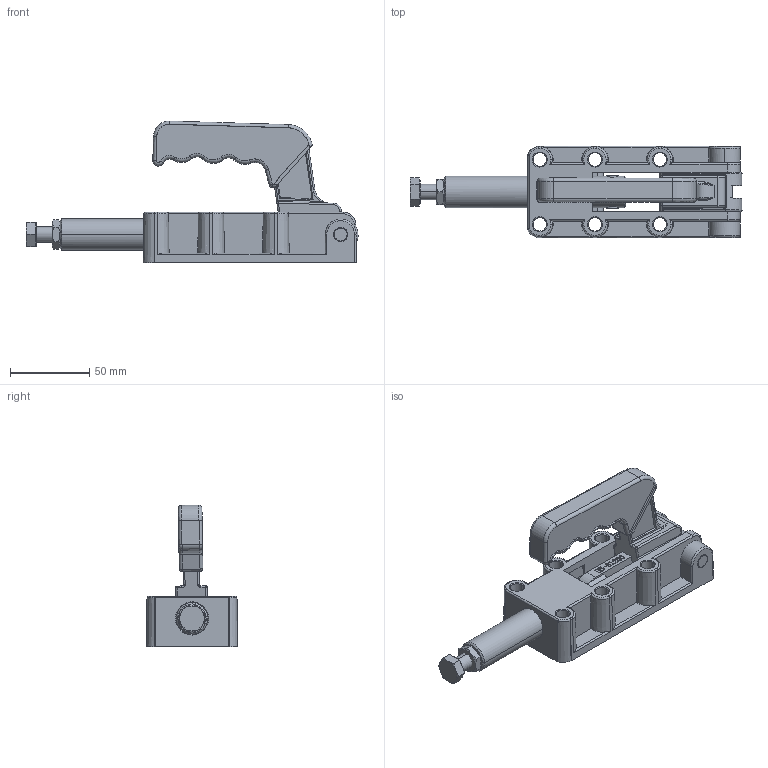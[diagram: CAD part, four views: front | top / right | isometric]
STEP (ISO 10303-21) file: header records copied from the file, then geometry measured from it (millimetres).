
FILE_DESCRIPTION (( 'STEP AP203' ), '1' );
FILE_NAME ('HS-31200 .STEP', '2022-09-26T01:33:00', ( '微软用户' ), ( '微软中国' ), 'SwSTEP 2.0', 'SolidWorks 2012', '' );
FILE_SCHEMA (( 'CONFIG_CONTROL_DESIGN' ));
Length unit declared in the file: millimetre
Products named in the file (10): HS-31200 ; 24种; hexagon head bolts-full thread gb_GB_FASTENER_BOLT_STBAB A M10X40-N; hex thin nuts-grades ab-chamfered gb_GB_FASTENER_NUT_STNAB M10-N; 挴裝; 忒梟; 忒參; 蟀裝; 菁釱
Assembly tree (11 placements, depth 2):
  HS-31200 
    菁釱
    蟀裝
    忒參
    忒梟
    挴裝
    hex thin nuts-grades ab-chamfered gb_GB_FASTENER_NUT_STNAB M10-N
    hexagon head bolts-full thread gb_GB_FASTENER_BOLT_STBAB A M10X40-N
    24种  x3
    24种
Bounding box: 210.08 x 58 x 89.73 mm (x, y, z)
Volume: 230977.3 mm3; surface area: 80751.2 mm2
Topology: 11 solids, 11 shells, 603 faces, 1481 edges, 909 vertices
Faces by surface type: plane 195, cylinder 150, cone 103, bspline 92, torus 55, sphere 8
Entity records: 24380 total; most frequent: CARTESIAN_POINT 9991, ORIENTED_EDGE 2882, DIRECTION 2584, EDGE_CURVE 1441, AXIS2_PLACEMENT_3D 944, VERTEX_POINT 889, VECTOR 696, LINE 696
